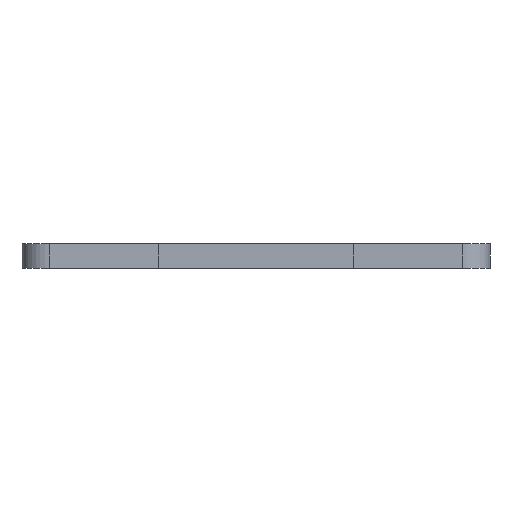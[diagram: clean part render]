
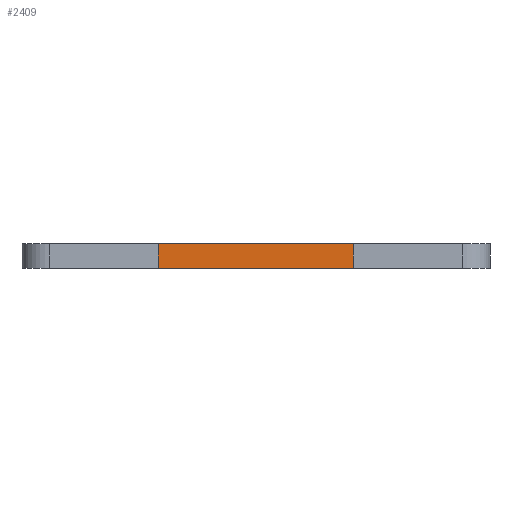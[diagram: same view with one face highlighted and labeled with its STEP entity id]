
A CAD part, front view. The second image highlights one B-rep face of the part: STEP entity #2409.
In plain terms, the highlighted planar face has unit normal (0, -1, 0).
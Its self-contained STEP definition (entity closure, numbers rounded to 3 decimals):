
#84 = PLANE('',#85);
#85 = AXIS2_PLACEMENT_3D('',#86,#87,#88);
#86 = CARTESIAN_POINT('',(148.501,-102.845,1.6));
#87 = DIRECTION('',(0.,0.,1.));
#88 = DIRECTION('',(1.,0.,-0.));
#139 = PLANE('',#140);
#140 = AXIS2_PLACEMENT_3D('',#141,#142,#143);
#141 = CARTESIAN_POINT('',(148.501,-102.845,0.));
#142 = DIRECTION('',(0.,0.,1.));
#143 = DIRECTION('',(1.,0.,-0.));
#418 = VERTEX_POINT('',#419);
#419 = CARTESIAN_POINT('',(142.151,-140.564,0.));
#433 = PLANE('',#434);
#434 = AXIS2_PLACEMENT_3D('',#435,#436,#437);
#435 = CARTESIAN_POINT('',(142.151,-140.564,0.));
#436 = DIRECTION('',(-1.,0.,0.));
#437 = DIRECTION('',(0.,1.,0.));
#445 = EDGE_CURVE('',#446,#418,#448,.T.);
#446 = VERTEX_POINT('',#447);
#447 = CARTESIAN_POINT('',(154.851,-140.564,0.));
#448 = SURFACE_CURVE('',#449,(#453,#460),.PCURVE_S1.);
#449 = LINE('',#450,#451);
#450 = CARTESIAN_POINT('',(154.851,-140.564,0.));
#451 = VECTOR('',#452,1.);
#452 = DIRECTION('',(-1.,0.,0.));
#453 = PCURVE('',#139,#454);
#454 = DEFINITIONAL_REPRESENTATION('',(#455),#459);
#455 = LINE('',#456,#457);
#456 = CARTESIAN_POINT('',(6.35,-37.719));
#457 = VECTOR('',#458,1.);
#458 = DIRECTION('',(-1.,0.));
#459 = ( GEOMETRIC_REPRESENTATION_CONTEXT(2) 
PARAMETRIC_REPRESENTATION_CONTEXT() REPRESENTATION_CONTEXT('2D SPACE',''
  ) );
#460 = PCURVE('',#461,#466);
#461 = PLANE('',#462);
#462 = AXIS2_PLACEMENT_3D('',#463,#464,#465);
#463 = CARTESIAN_POINT('',(154.851,-140.564,0.));
#464 = DIRECTION('',(0.,-1.,0.));
#465 = DIRECTION('',(-1.,0.,0.));
#466 = DEFINITIONAL_REPRESENTATION('',(#467),#471);
#467 = LINE('',#468,#469);
#468 = CARTESIAN_POINT('',(0.,-0.));
#469 = VECTOR('',#470,1.);
#470 = DIRECTION('',(1.,0.));
#471 = ( GEOMETRIC_REPRESENTATION_CONTEXT(2) 
PARAMETRIC_REPRESENTATION_CONTEXT() REPRESENTATION_CONTEXT('2D SPACE',''
  ) );
#489 = PLANE('',#490);
#490 = AXIS2_PLACEMENT_3D('',#491,#492,#493);
#491 = CARTESIAN_POINT('',(154.851,-113.894,0.));
#492 = DIRECTION('',(1.,0.,-0.));
#493 = DIRECTION('',(0.,-1.,0.));
#1458 = VERTEX_POINT('',#1459);
#1459 = CARTESIAN_POINT('',(142.151,-140.564,1.6));
#1480 = EDGE_CURVE('',#1481,#1458,#1483,.T.);
#1481 = VERTEX_POINT('',#1482);
#1482 = CARTESIAN_POINT('',(154.851,-140.564,1.6));
#1483 = SURFACE_CURVE('',#1484,(#1488,#1495),.PCURVE_S1.);
#1484 = LINE('',#1485,#1486);
#1485 = CARTESIAN_POINT('',(154.851,-140.564,1.6));
#1486 = VECTOR('',#1487,1.);
#1487 = DIRECTION('',(-1.,0.,0.));
#1488 = PCURVE('',#84,#1489);
#1489 = DEFINITIONAL_REPRESENTATION('',(#1490),#1494);
#1490 = LINE('',#1491,#1492);
#1491 = CARTESIAN_POINT('',(6.35,-37.719));
#1492 = VECTOR('',#1493,1.);
#1493 = DIRECTION('',(-1.,0.));
#1494 = ( GEOMETRIC_REPRESENTATION_CONTEXT(2) 
PARAMETRIC_REPRESENTATION_CONTEXT() REPRESENTATION_CONTEXT('2D SPACE',''
  ) );
#1495 = PCURVE('',#461,#1496);
#1496 = DEFINITIONAL_REPRESENTATION('',(#1497),#1501);
#1497 = LINE('',#1498,#1499);
#1498 = CARTESIAN_POINT('',(0.,-1.6));
#1499 = VECTOR('',#1500,1.);
#1500 = DIRECTION('',(1.,0.));
#1501 = ( GEOMETRIC_REPRESENTATION_CONTEXT(2) 
PARAMETRIC_REPRESENTATION_CONTEXT() REPRESENTATION_CONTEXT('2D SPACE',''
  ) );
#2361 = EDGE_CURVE('',#446,#1481,#2362,.T.);
#2362 = SURFACE_CURVE('',#2363,(#2367,#2374),.PCURVE_S1.);
#2363 = LINE('',#2364,#2365);
#2364 = CARTESIAN_POINT('',(154.851,-140.564,0.));
#2365 = VECTOR('',#2366,1.);
#2366 = DIRECTION('',(0.,0.,1.));
#2367 = PCURVE('',#489,#2368);
#2368 = DEFINITIONAL_REPRESENTATION('',(#2369),#2373);
#2369 = LINE('',#2370,#2371);
#2370 = CARTESIAN_POINT('',(26.67,0.));
#2371 = VECTOR('',#2372,1.);
#2372 = DIRECTION('',(0.,-1.));
#2373 = ( GEOMETRIC_REPRESENTATION_CONTEXT(2) 
PARAMETRIC_REPRESENTATION_CONTEXT() REPRESENTATION_CONTEXT('2D SPACE',''
  ) );
#2374 = PCURVE('',#461,#2375);
#2375 = DEFINITIONAL_REPRESENTATION('',(#2376),#2380);
#2376 = LINE('',#2377,#2378);
#2377 = CARTESIAN_POINT('',(0.,-0.));
#2378 = VECTOR('',#2379,1.);
#2379 = DIRECTION('',(0.,-1.));
#2380 = ( GEOMETRIC_REPRESENTATION_CONTEXT(2) 
PARAMETRIC_REPRESENTATION_CONTEXT() REPRESENTATION_CONTEXT('2D SPACE',''
  ) );
#2409 = ADVANCED_FACE('',(#2410),#461,.T.);
#2410 = FACE_BOUND('',#2411,.T.);
#2411 = EDGE_LOOP('',(#2412,#2413,#2414,#2435));
#2412 = ORIENTED_EDGE('',*,*,#2361,.T.);
#2413 = ORIENTED_EDGE('',*,*,#1480,.T.);
#2414 = ORIENTED_EDGE('',*,*,#2415,.F.);
#2415 = EDGE_CURVE('',#418,#1458,#2416,.T.);
#2416 = SURFACE_CURVE('',#2417,(#2421,#2428),.PCURVE_S1.);
#2417 = LINE('',#2418,#2419);
#2418 = CARTESIAN_POINT('',(142.151,-140.564,0.));
#2419 = VECTOR('',#2420,1.);
#2420 = DIRECTION('',(0.,0.,1.));
#2421 = PCURVE('',#461,#2422);
#2422 = DEFINITIONAL_REPRESENTATION('',(#2423),#2427);
#2423 = LINE('',#2424,#2425);
#2424 = CARTESIAN_POINT('',(12.7,0.));
#2425 = VECTOR('',#2426,1.);
#2426 = DIRECTION('',(0.,-1.));
#2427 = ( GEOMETRIC_REPRESENTATION_CONTEXT(2) 
PARAMETRIC_REPRESENTATION_CONTEXT() REPRESENTATION_CONTEXT('2D SPACE',''
  ) );
#2428 = PCURVE('',#433,#2429);
#2429 = DEFINITIONAL_REPRESENTATION('',(#2430),#2434);
#2430 = LINE('',#2431,#2432);
#2431 = CARTESIAN_POINT('',(0.,0.));
#2432 = VECTOR('',#2433,1.);
#2433 = DIRECTION('',(0.,-1.));
#2434 = ( GEOMETRIC_REPRESENTATION_CONTEXT(2) 
PARAMETRIC_REPRESENTATION_CONTEXT() REPRESENTATION_CONTEXT('2D SPACE',''
  ) );
#2435 = ORIENTED_EDGE('',*,*,#445,.F.);
